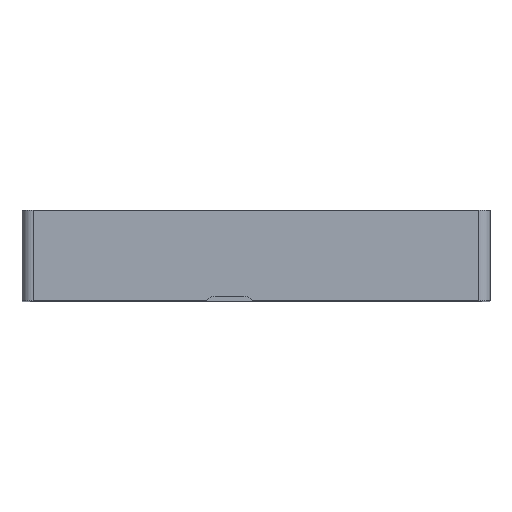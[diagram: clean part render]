
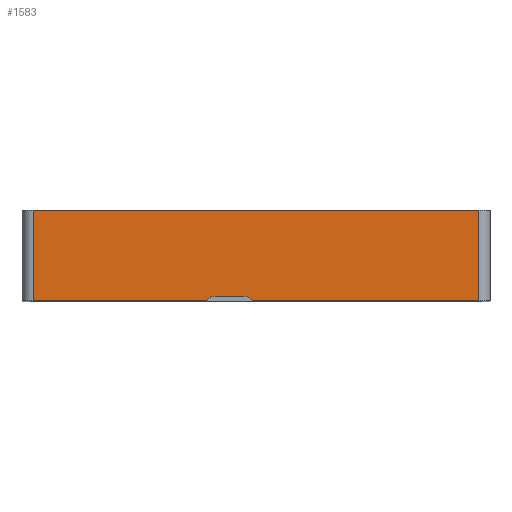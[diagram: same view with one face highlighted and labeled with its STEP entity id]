
A CAD part, top view. The second image highlights one B-rep face of the part: STEP entity #1583.
In plain terms, the highlighted planar face has unit normal (0, 0, 1).
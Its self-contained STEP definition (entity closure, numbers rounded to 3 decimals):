
#22 = VECTOR ( 'NONE', #1921, 1000. ) ;
#25 = DIRECTION ( 'NONE',  ( 0., 0., -1. ) ) ;
#26 = VERTEX_POINT ( 'NONE', #1601 ) ;
#145 = CARTESIAN_POINT ( 'NONE',  ( -2.21, 0.8, 52. ) ) ;
#149 = CIRCLE ( 'NONE', #2153, 2. ) ;
#172 = EDGE_LOOP ( 'NONE', ( #2427, #1033, #2212, #1172, #1699, #1972, #1858, #1158 ) ) ;
#331 = CARTESIAN_POINT ( 'NONE',  ( 40., 16.2, 52. ) ) ;
#404 = DIRECTION ( 'NONE',  ( 1., 0., 0. ) ) ;
#494 = DIRECTION ( 'NONE',  ( 0., 0., -1. ) ) ;
#586 = DIRECTION ( 'NONE',  ( 0., -1., 0. ) ) ;
#588 = CIRCLE ( 'NONE', #2092, 2. ) ;
#600 = VERTEX_POINT ( 'NONE', #1655 ) ;
#629 = DIRECTION ( 'NONE',  ( 0., -1., 0. ) ) ;
#716 = VECTOR ( 'NONE', #586, 1000. ) ;
#738 = EDGE_CURVE ( 'NONE', #26, #1863, #1111, .T. ) ;
#743 = CARTESIAN_POINT ( 'NONE',  ( -7.31, -1.2, 52. ) ) ;
#811 = EDGE_CURVE ( 'NONE', #1114, #1472, #149, .T. ) ;
#823 = CARTESIAN_POINT ( 'NONE',  ( -8.91, 0., 52. ) ) ;
#898 = CARTESIAN_POINT ( 'NONE',  ( -40., 0., 52. ) ) ;
#906 = PLANE ( 'NONE',  #980 ) ;
#908 = CARTESIAN_POINT ( 'NONE',  ( -7.31, 0.8, 52. ) ) ;
#980 = AXIS2_PLACEMENT_3D ( 'NONE', #2330, #494, #1727 ) ;
#987 = LINE ( 'NONE', #331, #716 ) ;
#991 = CARTESIAN_POINT ( 'NONE',  ( -40., 0., 52. ) ) ;
#1033 = ORIENTED_EDGE ( 'NONE', *, *, #811, .F. ) ;
#1048 = CARTESIAN_POINT ( 'NONE',  ( -40., 16.2, 52. ) ) ;
#1062 = DIRECTION ( 'NONE',  ( -1., 0., 0. ) ) ;
#1077 = VECTOR ( 'NONE', #1825, 1000. ) ;
#1111 = LINE ( 'NONE', #898, #22 ) ;
#1114 = VERTEX_POINT ( 'NONE', #908 ) ;
#1158 = ORIENTED_EDGE ( 'NONE', *, *, #1772, .T. ) ;
#1172 = ORIENTED_EDGE ( 'NONE', *, *, #1743, .T. ) ;
#1294 = VECTOR ( 'NONE', #629, 1000. ) ;
#1297 = CARTESIAN_POINT ( 'NONE',  ( -40., 0., 52. ) ) ;
#1324 = EDGE_CURVE ( 'NONE', #2577, #1472, #2010, .T. ) ;
#1411 = LINE ( 'NONE', #2224, #2403 ) ;
#1472 = VERTEX_POINT ( 'NONE', #823 ) ;
#1518 = FACE_OUTER_BOUND ( 'NONE', #172, .T. ) ;
#1526 = VERTEX_POINT ( 'NONE', #2313 ) ;
#1583 = ADVANCED_FACE ( 'NONE', ( #1518 ), #906, .F. ) ;
#1601 = CARTESIAN_POINT ( 'NONE',  ( -0.61, 0., 52. ) ) ;
#1616 = EDGE_CURVE ( 'NONE', #1526, #1863, #987, .T. ) ;
#1655 = CARTESIAN_POINT ( 'NONE',  ( -40., 16.2, 52. ) ) ;
#1656 = LINE ( 'NONE', #1048, #1294 ) ;
#1674 = VERTEX_POINT ( 'NONE', #145 ) ;
#1699 = ORIENTED_EDGE ( 'NONE', *, *, #738, .T. ) ;
#1727 = DIRECTION ( 'NONE',  ( -1., 0., 0. ) ) ;
#1743 = EDGE_CURVE ( 'NONE', #1674, #26, #588, .T. ) ;
#1757 = VECTOR ( 'NONE', #2351, 1000. ) ;
#1772 = EDGE_CURVE ( 'NONE', #600, #2577, #1656, .T. ) ;
#1825 = DIRECTION ( 'NONE',  ( 1., 0., 0. ) ) ;
#1831 = CARTESIAN_POINT ( 'NONE',  ( 40., 0., 52. ) ) ;
#1858 = ORIENTED_EDGE ( 'NONE', *, *, #2569, .F. ) ;
#1863 = VERTEX_POINT ( 'NONE', #1831 ) ;
#1921 = DIRECTION ( 'NONE',  ( 1., 0., 0. ) ) ;
#1935 = CARTESIAN_POINT ( 'NONE',  ( -7.31, 0.8, 52. ) ) ;
#1950 = DIRECTION ( 'NONE',  ( 0., 0., 1. ) ) ;
#1972 = ORIENTED_EDGE ( 'NONE', *, *, #1616, .F. ) ;
#2010 = LINE ( 'NONE', #991, #1077 ) ;
#2014 = EDGE_CURVE ( 'NONE', #1674, #1114, #2135, .T. ) ;
#2024 = DIRECTION ( 'NONE',  ( 1., 0., 0. ) ) ;
#2092 = AXIS2_PLACEMENT_3D ( 'NONE', #2459, #25, #1062 ) ;
#2135 = LINE ( 'NONE', #1935, #1757 ) ;
#2153 = AXIS2_PLACEMENT_3D ( 'NONE', #743, #1950, #404 ) ;
#2212 = ORIENTED_EDGE ( 'NONE', *, *, #2014, .F. ) ;
#2224 = CARTESIAN_POINT ( 'NONE',  ( -40., 16.2, 52. ) ) ;
#2313 = CARTESIAN_POINT ( 'NONE',  ( 40., 16.2, 52. ) ) ;
#2330 = CARTESIAN_POINT ( 'NONE',  ( -40., 16.2, 52. ) ) ;
#2351 = DIRECTION ( 'NONE',  ( -1., 0., 0. ) ) ;
#2403 = VECTOR ( 'NONE', #2024, 1000. ) ;
#2427 = ORIENTED_EDGE ( 'NONE', *, *, #1324, .T. ) ;
#2459 = CARTESIAN_POINT ( 'NONE',  ( -2.21, -1.2, 52. ) ) ;
#2569 = EDGE_CURVE ( 'NONE', #600, #1526, #1411, .T. ) ;
#2577 = VERTEX_POINT ( 'NONE', #1297 ) ;
